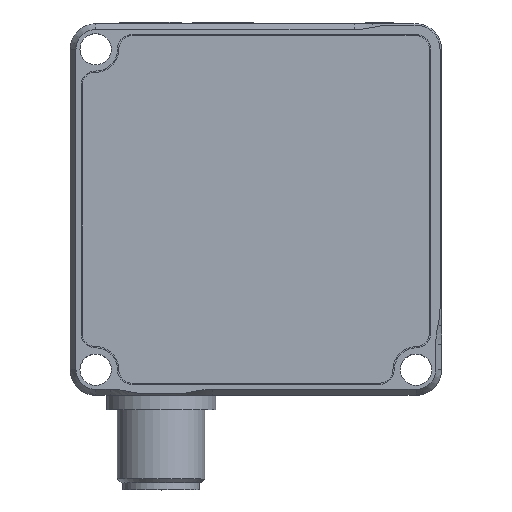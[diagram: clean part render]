
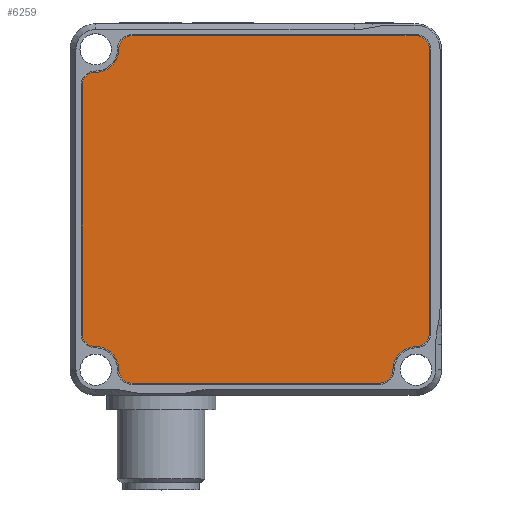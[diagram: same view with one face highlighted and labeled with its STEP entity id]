
A CAD part, top view. The second image highlights one B-rep face of the part: STEP entity #6259.
In plain terms, the highlighted planar face has unit normal (0, 0, 1).
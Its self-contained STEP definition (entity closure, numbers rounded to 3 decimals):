
#454=CIRCLE('',#7070,1.841);
#455=CIRCLE('',#7072,3.17);
#456=CIRCLE('',#7074,1.832);
#457=CIRCLE('',#7077,1.832);
#458=CIRCLE('',#7079,3.174);
#459=CIRCLE('',#7081,1.834);
#460=CIRCLE('',#7084,1.832);
#461=CIRCLE('',#7086,3.174);
#462=CIRCLE('',#7088,1.832);
#463=CIRCLE('',#7091,1.838);
#598=PLANE('',#7093);
#920=FACE_OUTER_BOUND('',#1288,.T.);
#1288=EDGE_LOOP('',(#5186,#5187,#5188,#5189,#5190,#5191,#5192,#5193,#5194,
#5195,#5196,#5197,#5198,#5199));
#1763=LINE('',#10174,#2386);
#1768=LINE('',#10190,#2391);
#1773=LINE('',#10206,#2396);
#1778=LINE('',#10222,#2401);
#2386=VECTOR('',#8350,10.);
#2391=VECTOR('',#8369,10.);
#2396=VECTOR('',#8388,10.);
#2401=VECTOR('',#8407,10.);
#3047=VERTEX_POINT('',#10171);
#3048=VERTEX_POINT('',#10173);
#3049=VERTEX_POINT('',#10177);
#3050=VERTEX_POINT('',#10181);
#3051=VERTEX_POINT('',#10185);
#3052=VERTEX_POINT('',#10189);
#3053=VERTEX_POINT('',#10193);
#3054=VERTEX_POINT('',#10197);
#3055=VERTEX_POINT('',#10201);
#3056=VERTEX_POINT('',#10205);
#3057=VERTEX_POINT('',#10209);
#3058=VERTEX_POINT('',#10213);
#3059=VERTEX_POINT('',#10217);
#3060=VERTEX_POINT('',#10221);
#3788=EDGE_CURVE('',#3048,#3047,#1763,.T.);
#3790=EDGE_CURVE('',#3049,#3048,#454,.T.);
#3792=EDGE_CURVE('',#3050,#3049,#455,.T.);
#3794=EDGE_CURVE('',#3051,#3050,#456,.T.);
#3796=EDGE_CURVE('',#3052,#3051,#1768,.T.);
#3798=EDGE_CURVE('',#3053,#3052,#457,.T.);
#3800=EDGE_CURVE('',#3054,#3053,#458,.T.);
#3802=EDGE_CURVE('',#3055,#3054,#459,.T.);
#3804=EDGE_CURVE('',#3056,#3055,#1773,.T.);
#3806=EDGE_CURVE('',#3057,#3056,#460,.T.);
#3808=EDGE_CURVE('',#3058,#3057,#461,.T.);
#3810=EDGE_CURVE('',#3059,#3058,#462,.T.);
#3812=EDGE_CURVE('',#3060,#3059,#1778,.T.);
#3814=EDGE_CURVE('',#3047,#3060,#463,.T.);
#5186=ORIENTED_EDGE('',*,*,#3814,.T.);
#5187=ORIENTED_EDGE('',*,*,#3812,.T.);
#5188=ORIENTED_EDGE('',*,*,#3810,.T.);
#5189=ORIENTED_EDGE('',*,*,#3808,.T.);
#5190=ORIENTED_EDGE('',*,*,#3806,.T.);
#5191=ORIENTED_EDGE('',*,*,#3804,.T.);
#5192=ORIENTED_EDGE('',*,*,#3802,.T.);
#5193=ORIENTED_EDGE('',*,*,#3800,.T.);
#5194=ORIENTED_EDGE('',*,*,#3798,.T.);
#5195=ORIENTED_EDGE('',*,*,#3796,.T.);
#5196=ORIENTED_EDGE('',*,*,#3794,.T.);
#5197=ORIENTED_EDGE('',*,*,#3792,.T.);
#5198=ORIENTED_EDGE('',*,*,#3790,.T.);
#5199=ORIENTED_EDGE('',*,*,#3788,.T.);
#6259=ADVANCED_FACE('',(#920),#598,.T.);
#7070=AXIS2_PLACEMENT_3D('',#10178,#8354,#8355);
#7072=AXIS2_PLACEMENT_3D('',#10182,#8359,#8360);
#7074=AXIS2_PLACEMENT_3D('',#10186,#8364,#8365);
#7077=AXIS2_PLACEMENT_3D('',#10194,#8373,#8374);
#7079=AXIS2_PLACEMENT_3D('',#10198,#8378,#8379);
#7081=AXIS2_PLACEMENT_3D('',#10202,#8383,#8384);
#7084=AXIS2_PLACEMENT_3D('',#10210,#8392,#8393);
#7086=AXIS2_PLACEMENT_3D('',#10214,#8397,#8398);
#7088=AXIS2_PLACEMENT_3D('',#10218,#8402,#8403);
#7091=AXIS2_PLACEMENT_3D('',#10225,#8411,#8412);
#7093=AXIS2_PLACEMENT_3D('',#10227,#8415,#8416);
#8350=DIRECTION('',(0.,1.,0.));
#8354=DIRECTION('center_axis',(0.,0.,1.));
#8355=DIRECTION('ref_axis',(0.,1.,0.));
#8359=DIRECTION('center_axis',(0.,0.,-1.));
#8360=DIRECTION('ref_axis',(0.,1.,0.));
#8364=DIRECTION('center_axis',(0.,0.,1.));
#8365=DIRECTION('ref_axis',(0.,1.,0.));
#8369=DIRECTION('',(1.,0.,0.));
#8373=DIRECTION('center_axis',(0.,0.,1.));
#8374=DIRECTION('ref_axis',(1.,-0.01,0.));
#8378=DIRECTION('center_axis',(0.,0.,-1.));
#8379=DIRECTION('ref_axis',(1.,0.,0.));
#8383=DIRECTION('center_axis',(0.,0.,1.));
#8384=DIRECTION('ref_axis',(1.,0.003,0.));
#8388=DIRECTION('',(0.,-1.,0.));
#8392=DIRECTION('center_axis',(0.,0.,1.));
#8393=DIRECTION('ref_axis',(-0.01,-1.,0.));
#8397=DIRECTION('center_axis',(0.,0.,-1.));
#8398=DIRECTION('ref_axis',(0.,-1.,0.));
#8402=DIRECTION('center_axis',(0.,0.,1.));
#8403=DIRECTION('ref_axis',(0.,-1.,0.));
#8407=DIRECTION('',(-1.,0.,0.));
#8411=DIRECTION('center_axis',(0.,0.,1.));
#8412=DIRECTION('ref_axis',(-1.,0.007,0.));
#8415=DIRECTION('center_axis',(0.,0.,1.));
#8416=DIRECTION('ref_axis',(1.,0.,0.));
#10171=CARTESIAN_POINT('',(48.851,47.,1.));
#10173=CARTESIAN_POINT('',(48.841,8.,1.));
#10174=CARTESIAN_POINT('',(48.851,47.,1.));
#10177=CARTESIAN_POINT('',(46.999,6.159,1.));
#10178=CARTESIAN_POINT('Origin',(47.,8.,1.));
#10181=CARTESIAN_POINT('',(43.828,3.,1.));
#10182=CARTESIAN_POINT('Origin',(46.998,2.988,1.));
#10185=CARTESIAN_POINT('',(41.996,1.15,1.));
#10186=CARTESIAN_POINT('Origin',(41.996,2.982,1.));
#10189=CARTESIAN_POINT('',(8.005,1.15,1.));
#10190=CARTESIAN_POINT('',(41.996,1.15,1.));
#10193=CARTESIAN_POINT('',(6.173,3.,1.));
#10194=CARTESIAN_POINT('Origin',(8.005,2.982,1.));
#10197=CARTESIAN_POINT('',(3.,6.172,1.));
#10198=CARTESIAN_POINT('Origin',(2.999,2.999,1.));
#10201=CARTESIAN_POINT('',(1.141,8.,1.));
#10202=CARTESIAN_POINT('Origin',(2.976,8.006,1.));
#10205=CARTESIAN_POINT('',(1.15,41.996,1.));
#10206=CARTESIAN_POINT('',(1.141,8.,1.));
#10209=CARTESIAN_POINT('',(3.,43.827,1.));
#10210=CARTESIAN_POINT('Origin',(2.982,41.995,1.));
#10213=CARTESIAN_POINT('',(6.173,47.,1.));
#10214=CARTESIAN_POINT('Origin',(2.999,47.001,1.));
#10217=CARTESIAN_POINT('',(8.005,48.85,1.));
#10218=CARTESIAN_POINT('Origin',(8.005,47.019,1.));
#10221=CARTESIAN_POINT('',(47.,48.85,1.));
#10222=CARTESIAN_POINT('',(8.005,48.85,1.));
#10225=CARTESIAN_POINT('Origin',(47.013,47.012,1.));
#10227=CARTESIAN_POINT('Origin',(25.595,25.598,1.));
